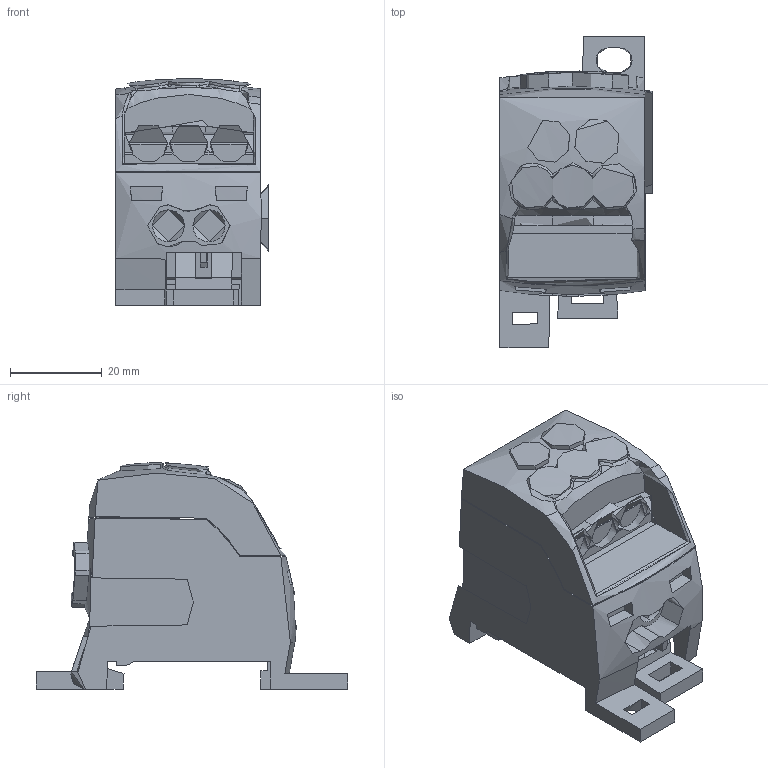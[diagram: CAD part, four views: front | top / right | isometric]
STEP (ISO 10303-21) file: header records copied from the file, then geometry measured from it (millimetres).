
FILE_DESCRIPTION(('CATIA V5R20 STEP214','CAx-IF Rec.Pracs.--- Model Styling and Organization---1.5--- 2016-08-15','CAx-IF Rec.Pracs.---Supplemental Geometry---1.0---2011-11-01','CAx-IF Rec.Pracs.--- Composite Materials ---1.1---2010-07-15'),'2;1');
FILE_NAME ('7878434_4', '2025-08-13T08:31:11+00:00', ('Weidmueller Interface'), ('Weidmueller'), 'CATIA Version 5-6 Release 2024 SP4', 'CATIA V5 STEP AP214 v3', 'none');
FILE_SCHEMA(('AUTOMOTIVE_DESIGN { 1 0 10303 214 1 1 1 1 }'));
Length unit declared in the file: millimetre
Products named in the file (1): 1562000000
Bounding box: 33.21 x 68 x 49.36 mm (x, y, z)
Volume: 45462.8 mm3; surface area: 16816.8 mm2
Topology: 1 solids, 1 shells, 296 faces, 1008 edges, 723 vertices
Faces by surface type: plane 146, bspline 72, cone 53, cylinder 16, extrusion 5, revolution 4
Entity records: 22872 total; most frequent: CARTESIAN_POINT 15609, ORIENTED_EDGE 2008, EDGE_CURVE 1004, DIRECTION 742, VERTEX_POINT 723, B_SPLINE_CURVE_WITH_KNOTS 567, VECTOR 388, LINE 383
